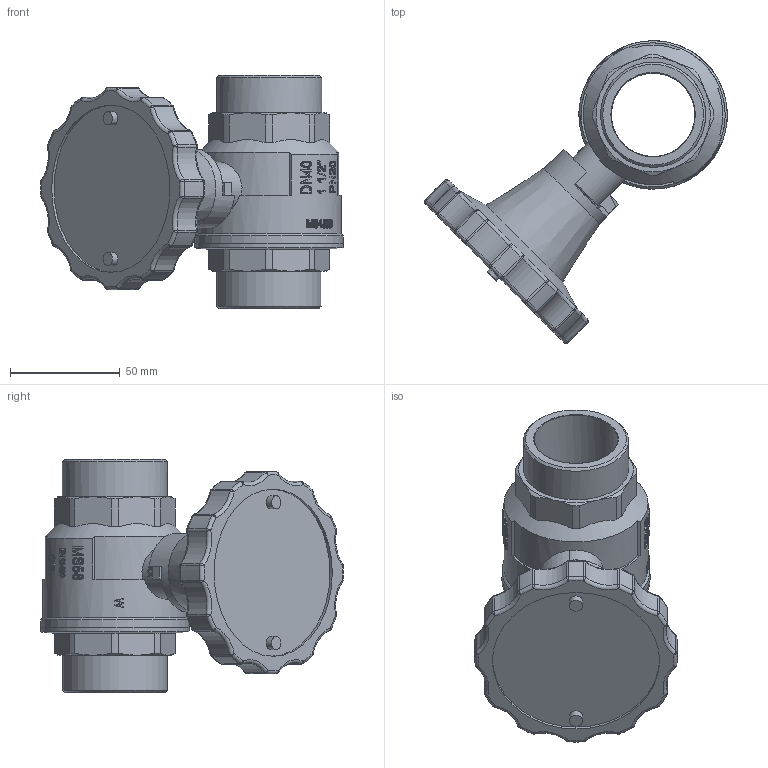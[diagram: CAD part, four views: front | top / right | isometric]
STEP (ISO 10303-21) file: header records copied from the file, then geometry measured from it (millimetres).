
FILE_DESCRIPTION(/* description */ ('Unknown'),/* implementation_level */ '2;1');
FILE_NAME(/* name */ '692-08',/* time_stamp */ '2022-06-13T12:53:25+02:00',/* author */ ('Unknown'),/* organization */ ('Unknown'),/* preprocessor_version */ 'ST-DEVELOPER v16.7',/* originating_system */ 'Solid Edge',/* authorisation */ 'Unknown');
FILE_SCHEMA (('AUTOMOTIVE_DESIGN {1 0 10303 214 3 1 1}'));
Products named in the file (12): 692-08; 620-1 1_2_oa_0; 600.1_1_2-Spindel-co_oa_1; 600-1_1_2-stopfbuchse; 600-1_1_2-Spindel; 620_1 1_2_Einschraubteil; 620_1 1_2_Körper; 98000690-07; WDB-03; WDB-01; VT0899433507-02; WDB-02-07
Assembly tree (11 placements, depth 4):
  692-08
    620-1 1_2_oa_0
      600.1_1_2-Spindel-co_oa_1
        600-1_1_2-stopfbuchse
        600-1_1_2-Spindel
      620_1 1_2_Einschraubteil
      620_1 1_2_Körper
    98000690-07
      WDB-03
      WDB-01
      VT0899433507-02
      WDB-02-07
Bounding box: 137.62 x 137.62 x 106 mm (x, y, z)
Volume: 211640.9 mm3; surface area: 106355 mm2
Topology: 8 solids, 8 shells, 1553 faces, 4203 edges, 2743 vertices
Faces by surface type: plane 1166, cylinder 202, cone 71, torus 56, sphere 50, bspline 8
Full cylindrical faces by diameter (mm): 6 x2, 10 x1, 10.5 x4, 14 x2, 14.1 x1, 14.5 x1, 15 x1, 16 x1, 17 x1, 18 x1, 18.38 x1, 18.398 x1, 20 x1, 22.5 x1, 23 x1, 24 x1, 26 x1, 36 x1, 38 x2, 47.803 x2, 48 x2, 59.5 x1, 61 x1, 61.5 x1, 65.5 x1, 67.5 x2, 76 x1, 80 x3
Entity records: 61849 total; most frequent: CARTESIAN_POINT 12760, DIRECTION 9427, ORIENTED_EDGE 8236, EDGE_CURVE 4118, AXIS2_PLACEMENT_3D 3913, VERTEX_POINT 2720, EDGE_LOOP 1696, FACE_BOUND 1696
